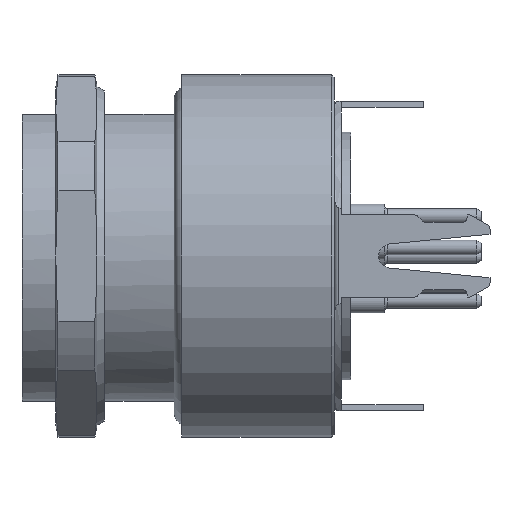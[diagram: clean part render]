
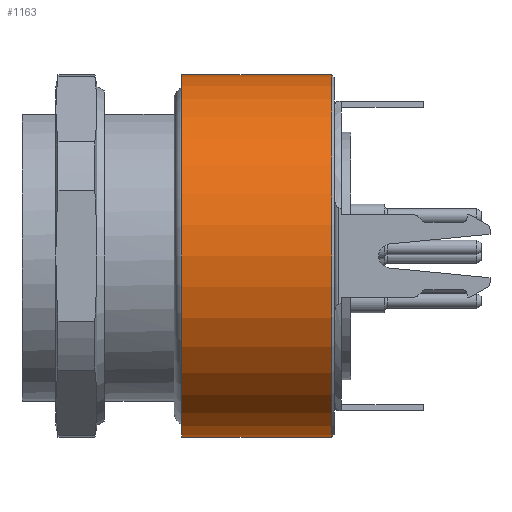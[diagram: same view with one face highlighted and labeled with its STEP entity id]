
A CAD part, front view. The second image highlights one B-rep face of the part: STEP entity #1163.
In plain terms, the highlighted cylindrical face has radius 7.5 mm (diameter 15 mm), a full revolution.
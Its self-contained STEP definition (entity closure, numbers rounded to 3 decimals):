
#1163=ADVANCED_FACE('',(#1532,#1533),#1445,.T.);
#1445=CYLINDRICAL_SURFACE('',#4571,7.5);
#1532=FACE_BOUND('',#1744,.T.);
#1533=FACE_BOUND('',#1745,.T.);
#1744=EDGE_LOOP('',(#2151));
#1745=EDGE_LOOP('',(#2152));
#2151=ORIENTED_EDGE('',*,*,#3767,.T.);
#2152=ORIENTED_EDGE('',*,*,#3756,.F.);
#3326=VERTEX_POINT('',#6331);
#3337=VERTEX_POINT('',#6355);
#3756=EDGE_CURVE('',#3326,#3326,#4347,.T.);
#3767=EDGE_CURVE('',#3337,#3337,#4354,.T.);
#4347=CIRCLE('',#4561,7.5);
#4354=CIRCLE('',#4570,7.5);
#4561=AXIS2_PLACEMENT_3D('',#6330,#5071,#5072);
#4570=AXIS2_PLACEMENT_3D('',#6354,#5093,#5094);
#4571=AXIS2_PLACEMENT_3D('',#6356,#5095,#5096);
#5071=DIRECTION('',(-1.,0.,0.));
#5072=DIRECTION('',(0.,-1.,0.));
#5093=DIRECTION('',(-1.,0.,0.));
#5094=DIRECTION('',(0.,-1.,0.));
#5095=DIRECTION('',(1.,0.,0.));
#5096=DIRECTION('',(0.,-1.,0.));
#6330=CARTESIAN_POINT('',(6.8,0.,0.));
#6331=CARTESIAN_POINT('',(6.8,-7.5,0.));
#6354=CARTESIAN_POINT('',(13.,0.,0.));
#6355=CARTESIAN_POINT('',(13.,-7.5,0.));
#6356=CARTESIAN_POINT('',(0.2,0.,0.));
